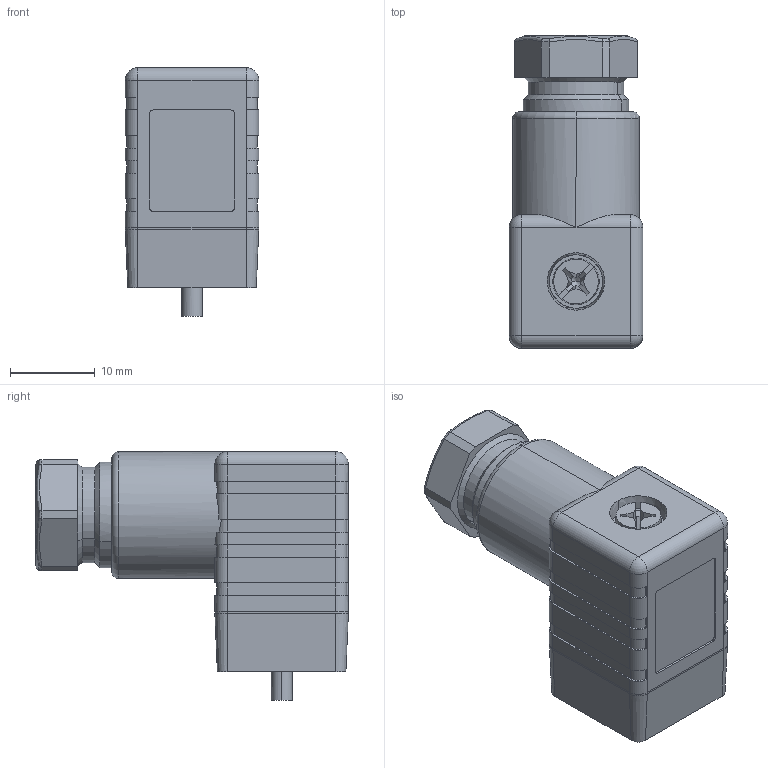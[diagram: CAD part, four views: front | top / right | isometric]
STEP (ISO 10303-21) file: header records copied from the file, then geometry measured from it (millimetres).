
FILE_DESCRIPTION(('CATIA V5 STEP Exchange','CAx-IF Rec.Pracs.--- Model Styling and Organization---1.4--- 2014-01-23'),'2;1');
FILE_NAME ('024710-3_0', '2020-09-07T14:54:37+00:00', ('none'), ('Weidmueller'), 'CATIA Version 5-6 Release 2016 SP3 HF44', 'CATIA V5 STEP AP214', 'none');
FILE_SCHEMA(('AUTOMOTIVE_DESIGN { 1 0 10303 214 1 1 1 1 }'));
Length unit declared in the file: millimetre
Products named in the file (1): 1873230000
Bounding box: 15.8 x 37 x 29.4 mm (x, y, z)
Volume: 8734.7 mm3; surface area: 4831.4 mm2
Topology: 3 solids, 4 shells, 404 faces, 1082 edges, 702 vertices
Faces by surface type: plane 259, cylinder 83, cone 36, bspline 16, torus 6, sphere 4
Entity records: 13229 total; most frequent: CARTESIAN_POINT 3603, ORIENTED_EDGE 2152, DIRECTION 1670, EDGE_CURVE 1076, VECTOR 709, LINE 709, VERTEX_POINT 701, AXIS2_PLACEMENT_3D 580
